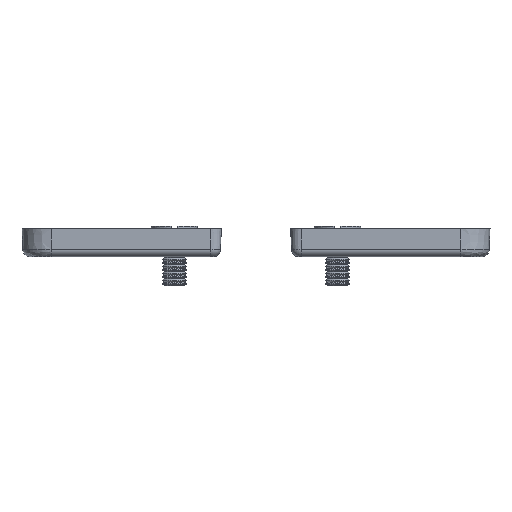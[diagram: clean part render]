
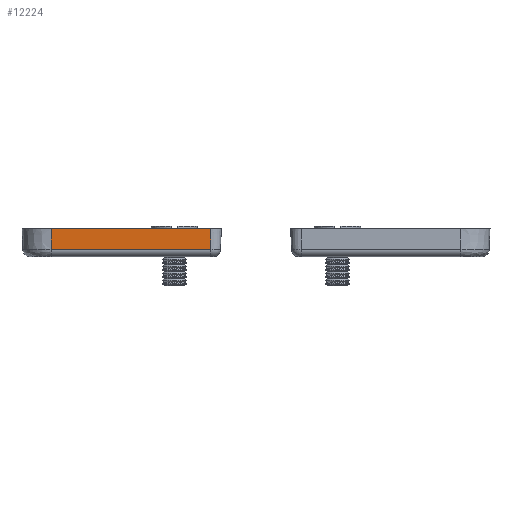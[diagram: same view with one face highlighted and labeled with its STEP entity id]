
A CAD part, left-side view. The second image highlights one B-rep face of the part: STEP entity #12224.
In plain terms, the highlighted planar face has unit normal (-0.999, 0, -0.035).
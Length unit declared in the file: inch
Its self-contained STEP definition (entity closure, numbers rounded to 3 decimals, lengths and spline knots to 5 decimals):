
#82 = EDGE_CURVE ( 'NONE', #11418, #6286, #913, .T. ) ;
#125 = DIRECTION ( 'NONE',  ( -0.999, 0., -0.035 ) ) ;
#226 = LINE ( 'NONE', #5879, #9103 ) ;
#431 = EDGE_LOOP ( 'NONE', ( #5982, #13523, #11796, #7614 ) ) ;
#895 = VECTOR ( 'NONE', #11094, 39.37008 ) ;
#913 = LINE ( 'NONE', #5526, #895 ) ;
#2152 = VERTEX_POINT ( 'NONE', #2262 ) ;
#2214 = VERTEX_POINT ( 'NONE', #13628 ) ;
#2262 = CARTESIAN_POINT ( 'NONE',  ( -0.7631, -1.19, 0.375 ) ) ;
#2728 = FACE_OUTER_BOUND ( 'NONE', #431, .T. ) ;
#2979 = DIRECTION ( 'NONE',  ( 0.035, 0., -0.999 ) ) ;
#3195 = VECTOR ( 'NONE', #2979, 39.37008 ) ;
#3613 = DIRECTION ( 'NONE',  ( 0., -1., 0. ) ) ;
#3948 = VECTOR ( 'NONE', #9298, 39.37008 ) ;
#4205 = CARTESIAN_POINT ( 'NONE',  ( -0.75337, -1.19, 0.09651 ) ) ;
#5526 = CARTESIAN_POINT ( 'NONE',  ( -0.75337, -1.19, 0.09651 ) ) ;
#5546 = DIRECTION ( 'NONE',  ( -0.035, 0., 0.999 ) ) ;
#5879 = CARTESIAN_POINT ( 'NONE',  ( -0.7631, -0.03898, 0.375 ) ) ;
#5911 = CARTESIAN_POINT ( 'NONE',  ( -0.75, 0.94, 0. ) ) ;
#5982 = ORIENTED_EDGE ( 'NONE', *, *, #10143, .F. ) ;
#6081 = AXIS2_PLACEMENT_3D ( 'NONE', #8830, #125, #5546 ) ;
#6286 = VERTEX_POINT ( 'NONE', #4205 ) ;
#6287 = CARTESIAN_POINT ( 'NONE',  ( -686.79189, -1.19, 19645.66929 ) ) ;
#6525 = LINE ( 'NONE', #6287, #3195 ) ;
#7307 = CARTESIAN_POINT ( 'NONE',  ( -0.75337, 0.94, 0.09651 ) ) ;
#7614 = ORIENTED_EDGE ( 'NONE', *, *, #9364, .F. ) ;
#8830 = CARTESIAN_POINT ( 'NONE',  ( -0.75, -1.19, 0. ) ) ;
#9103 = VECTOR ( 'NONE', #3613, 39.37008 ) ;
#9298 = DIRECTION ( 'NONE',  ( -0.035, 0., 0.999 ) ) ;
#9364 = EDGE_CURVE ( 'NONE', #2152, #6286, #6525, .T. ) ;
#10143 = EDGE_CURVE ( 'NONE', #2214, #2152, #226, .T. ) ;
#11094 = DIRECTION ( 'NONE',  ( 0., -1., 0. ) ) ;
#11418 = VERTEX_POINT ( 'NONE', #7307 ) ;
#11772 = LINE ( 'NONE', #5911, #3948 ) ;
#11796 = ORIENTED_EDGE ( 'NONE', *, *, #82, .T. ) ;
#12224 = ADVANCED_FACE ( 'NONE', ( #2728 ), #13325, .T. ) ;
#12917 = EDGE_CURVE ( 'NONE', #11418, #2214, #11772, .T. ) ;
#13325 = PLANE ( 'NONE',  #6081 ) ;
#13523 = ORIENTED_EDGE ( 'NONE', *, *, #12917, .F. ) ;
#13628 = CARTESIAN_POINT ( 'NONE',  ( -0.7631, 0.94, 0.375 ) ) ;
